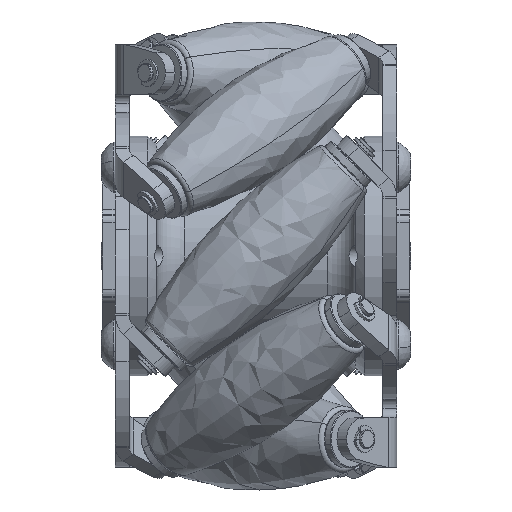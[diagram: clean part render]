
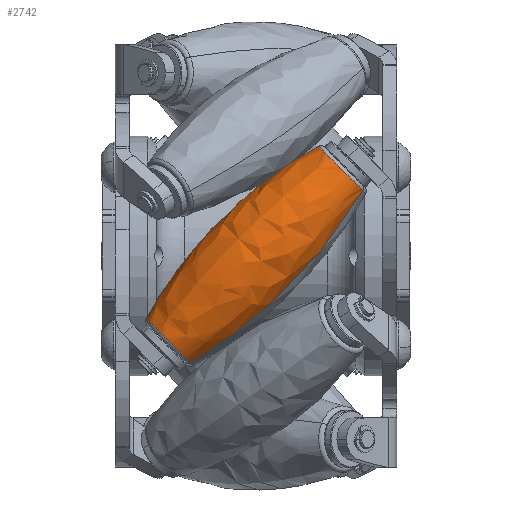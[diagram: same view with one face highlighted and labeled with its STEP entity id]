
A CAD part, front view. The second image highlights one B-rep face of the part: STEP entity #2742.
In plain terms, the highlighted free-form (B-spline) face has degree [2, 3] with [3, 4] control points.
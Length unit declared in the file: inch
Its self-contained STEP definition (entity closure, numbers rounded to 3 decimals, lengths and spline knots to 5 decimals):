
#134 = CARTESIAN_POINT ( 'NONE',  ( 0., 0.29411, 0. ) ) ;
#273 = VERTEX_POINT ( 'NONE', #11360 ) ;
#325 = CARTESIAN_POINT ( 'NONE',  ( 0., 0.14189, -0.52061 ) ) ;
#799 = DIRECTION ( 'NONE',  ( 0., 1., 0. ) ) ;
#961 = FACE_OUTER_BOUND ( 'NONE', #12193, .T. ) ;
#1185 = CARTESIAN_POINT ( 'NONE',  ( 0.58821, -0.29411, 0. ) ) ;
#1668 = ORIENTED_EDGE ( 'NONE', *, *, #1944, .T. ) ;
#1944 = EDGE_CURVE ( 'NONE', #8425, #7642, #9353, .T. ) ;
#2048 = DIRECTION ( 'NONE',  ( 0., 0., -1. ) ) ;
#2262 = CARTESIAN_POINT ( 'NONE',  ( 0., -0.29411, 0. ) ) ;
#2271 = EDGE_CURVE ( 'NONE', #10146, #7642, #7645, .T. ) ;
#2742 = ADVANCED_FACE ( 'NONE', ( #961 ), #6510, .F. ) ;
#3298 = CARTESIAN_POINT ( 'NONE',  ( 0.28379, 0.14189, -0.52061 ) ) ;
#3473 = CARTESIAN_POINT ( 'NONE',  ( 0., -0.14189, 0.52061 ) ) ;
#4153 = CARTESIAN_POINT ( 'NONE',  ( 0.28379, 0.14189, 0.52061 ) ) ;
#4561 = CARTESIAN_POINT ( 'NONE',  ( 0., -0.29411, 0. ) ) ;
#5613 = CARTESIAN_POINT ( 'NONE',  ( 0., 0.14189, 0.52061 ) ) ;
#6427 = CARTESIAN_POINT ( 'NONE',  ( 0.28379, -0.14189, 0.52061 ) ) ;
#6510 =( BOUNDED_SURFACE ( )  B_SPLINE_SURFACE ( 2, 3, ( 
 ( #8328, #4153, #6427, #12834 ),
 ( #134, #7495, #1185, #2262 ),
 ( #9596, #3298, #11751, #6526 ) ),
 .UNSPECIFIED., .F., .F., .F. ) 
 B_SPLINE_SURFACE_WITH_KNOTS ( ( 3, 3 ),
 ( 4, 4 ),
 ( 0.09219, 0.90781 ),
 ( 0., 1. ),
 .UNSPECIFIED. ) 
 GEOMETRIC_REPRESENTATION_ITEM ( )  RATIONAL_B_SPLINE_SURFACE ( (
 ( 1., 0.333, 0.333, 1.),
 ( 1., 0.333, 0.333, 1.),
 ( 1., 0.333, 0.333, 1.) ) ) 
 REPRESENTATION_ITEM ( '' )  SURFACE ( )  );
#6526 = CARTESIAN_POINT ( 'NONE',  ( 0., -0.14189, -0.52061 ) ) ;
#6741 = AXIS2_PLACEMENT_3D ( 'NONE', #8350, #2048, #10460 ) ;
#7005 = DIRECTION ( 'NONE',  ( 0., 0., 1. ) ) ;
#7495 = CARTESIAN_POINT ( 'NONE',  ( 0.58821, 0.29411, 0. ) ) ;
#7642 = VERTEX_POINT ( 'NONE', #11400 ) ;
#7645 = B_SPLINE_CURVE_WITH_KNOTS ( 'NONE', 2,
 ( #5613, #8733, #325 ),
 .UNSPECIFIED., .F., .F.,
 ( 3, 3 ),
 ( 0.09219, 0.90781 ),
 .UNSPECIFIED. ) ;
#7726 = ORIENTED_EDGE ( 'NONE', *, *, #2271, .F. ) ;
#7899 = CIRCLE ( 'NONE', #6741, 0.14189 ) ;
#8073 = CARTESIAN_POINT ( 'NONE',  ( 0., 0., -0.52061 ) ) ;
#8273 = ORIENTED_EDGE ( 'NONE', *, *, #10618, .T. ) ;
#8328 = CARTESIAN_POINT ( 'NONE',  ( 0., 0.14189, 0.52061 ) ) ;
#8350 = CARTESIAN_POINT ( 'NONE',  ( 0., 0., 0.52061 ) ) ;
#8425 = VERTEX_POINT ( 'NONE', #9670 ) ;
#8733 = CARTESIAN_POINT ( 'NONE',  ( 0., 0.29411, 0. ) ) ;
#8758 = CARTESIAN_POINT ( 'NONE',  ( 0., -0.14189, -0.52061 ) ) ;
#9353 = CIRCLE ( 'NONE', #13527, 0.14189 ) ;
#9596 = CARTESIAN_POINT ( 'NONE',  ( 0., 0.14189, -0.52061 ) ) ;
#9670 = CARTESIAN_POINT ( 'NONE',  ( 0., -0.14189, -0.52061 ) ) ;
#10146 = VERTEX_POINT ( 'NONE', #10836 ) ;
#10206 = EDGE_CURVE ( 'NONE', #273, #8425, #12757, .T. ) ;
#10460 = DIRECTION ( 'NONE',  ( 0., 1., 0. ) ) ;
#10618 = EDGE_CURVE ( 'NONE', #10146, #273, #7899, .T. ) ;
#10836 = CARTESIAN_POINT ( 'NONE',  ( 0., 0.14189, 0.52061 ) ) ;
#11151 = ORIENTED_EDGE ( 'NONE', *, *, #10206, .T. ) ;
#11360 = CARTESIAN_POINT ( 'NONE',  ( 0., -0.14189, 0.52061 ) ) ;
#11400 = CARTESIAN_POINT ( 'NONE',  ( 0., 0.14189, -0.52061 ) ) ;
#11751 = CARTESIAN_POINT ( 'NONE',  ( 0.28379, -0.14189, -0.52061 ) ) ;
#12193 = EDGE_LOOP ( 'NONE', ( #8273, #11151, #1668, #7726 ) ) ;
#12757 = B_SPLINE_CURVE_WITH_KNOTS ( 'NONE', 2,
 ( #3473, #4561, #8758 ),
 .UNSPECIFIED., .F., .F.,
 ( 3, 3 ),
 ( 0.09219, 0.90781 ),
 .UNSPECIFIED. ) ;
#12834 = CARTESIAN_POINT ( 'NONE',  ( 0., -0.14189, 0.52061 ) ) ;
#13527 = AXIS2_PLACEMENT_3D ( 'NONE', #8073, #7005, #799 ) ;
